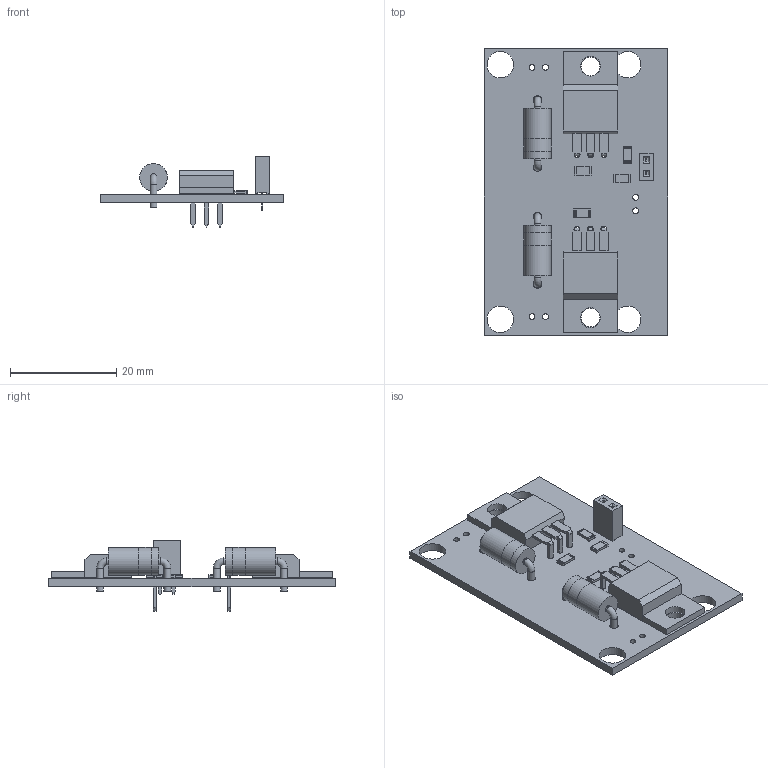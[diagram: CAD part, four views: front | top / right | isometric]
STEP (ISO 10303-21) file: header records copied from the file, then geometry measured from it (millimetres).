
FILE_DESCRIPTION(('KiCad electronic assembly'),'2;1');
FILE_NAME('solenoid driver 2.0.step','2025-04-06T17:14:04',('Pcbnew'),( 'Kicad'),'Open CASCADE STEP processor 7.7','KiCad to STEP converter' ,'Unknown');
FILE_SCHEMA(('AUTOMOTIVE_DESIGN { 1 0 10303 214 1 1 1 1 }'));
Length unit declared in the file: millimetre
Products named in the file (10): solenoid driver 2.0 1; D_DO-201AD_P12.70mm_Horizontal; R_1206_3216Metric; TO-220-3_Horizontal_TabDown; PinSocket_1x02_P2.54mm_Vertical; PinSocket_1x02_P254mm_Vertical; solenoid driver 2.0_PCB
Assembly tree (14 placements, depth 3):
  solenoid driver 2.0 1
    D_DO-201AD_P12.70mm_Horizontal  x2
      D_DO-201AD_P12.70mm_Horizontal
    R_1206_3216Metric  x4
      R_1206_3216Metric
    TO-220-3_Horizontal_TabDown  x2
      TO-220-3_Horizontal_TabDown
    PinSocket_1x02_P2.54mm_Vertical
      PinSocket_1x02_P254mm_Vertical
    solenoid driver 2.0_PCB
Bounding box: 34.5 x 54 x 13.33 mm (x, y, z)
Volume: 4310.8 mm3; surface area: 5967.3 mm2
Topology: 10 solids, 10 shells, 396 faces, 1006 edges, 644 vertices
Faces by surface type: plane 314, cylinder 78, torus 4
Full cylindrical faces by diameter (mm): 1 x2, 1.1 x12, 1.3 x8, 1.6 x4, 3.5 x2, 3.735 x2, 5 x4, 5.2 x4, 5.22 x2
Entity records: 8304 total; most frequent: CARTESIAN_POINT 1173, ORIENTED_EDGE 1138, DIRECTION 1133, EDGE_CURVE 569, LINE 481, VECTOR 481, VERTEX_POINT 366, AXIS2_PLACEMENT_3D 326
